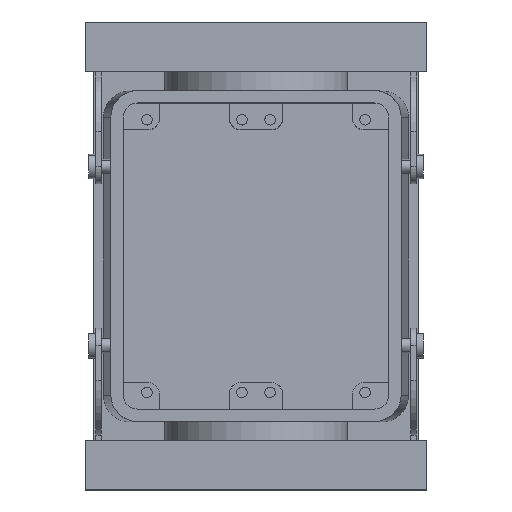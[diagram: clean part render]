
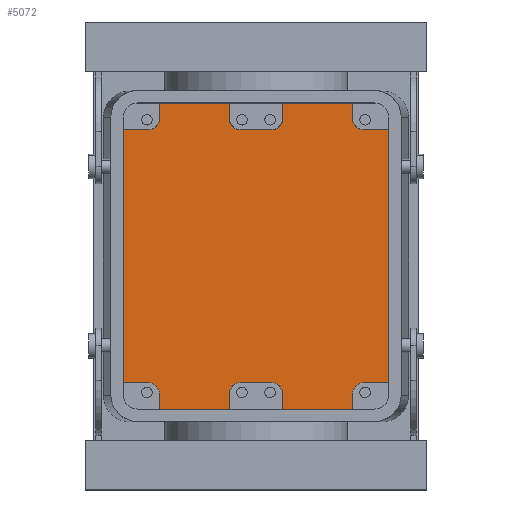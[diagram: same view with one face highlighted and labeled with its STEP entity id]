
A CAD part, top view. The second image highlights one B-rep face of the part: STEP entity #5072.
In plain terms, the highlighted planar face has unit normal (0, 0, 1).
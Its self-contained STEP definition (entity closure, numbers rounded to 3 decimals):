
#4912=AXIS2_PLACEMENT_3D('Plane Axis2P3D',#4909,#4910,#4911) ;
#4916=AXIS2_PLACEMENT_3D('Circle Axis2P3D',#4914,#4915,$) ;
#4937=AXIS2_PLACEMENT_3D('Circle Axis2P3D',#4935,#4936,$) ;
#4942=AXIS2_PLACEMENT_3D('Circle Axis2P3D',#4940,#4941,$) ;
#4961=AXIS2_PLACEMENT_3D('Circle Axis2P3D',#4959,#4960,$) ;
#4975=AXIS2_PLACEMENT_3D('Circle Axis2P3D',#4973,#4974,$) ;
#4994=AXIS2_PLACEMENT_3D('Circle Axis2P3D',#4992,#4993,$) ;
#5013=AXIS2_PLACEMENT_3D('Circle Axis2P3D',#5011,#5012,$) ;
#5032=AXIS2_PLACEMENT_3D('Circle Axis2P3D',#5030,#5031,$) ;
#3580=CARTESIAN_POINT('Vertex',(10.75,102.5,4.5)) ;
#3613=CARTESIAN_POINT('Vertex',(10.75,30.5,4.5)) ;
#3616=CARTESIAN_POINT('Line Origine',(10.75,66.5,4.5)) ;
#3681=CARTESIAN_POINT('Vertex',(56.,110.,4.5)) ;
#3684=CARTESIAN_POINT('Line Origine',(66.,110.,4.5)) ;
#3688=CARTESIAN_POINT('Vertex',(76.,110.,4.5)) ;
#3721=CARTESIAN_POINT('Vertex',(21.,110.,4.5)) ;
#3724=CARTESIAN_POINT('Line Origine',(31.,110.,4.5)) ;
#3728=CARTESIAN_POINT('Vertex',(41.,110.,4.5)) ;
#3832=CARTESIAN_POINT('Vertex',(86.25,102.5,4.5)) ;
#3835=CARTESIAN_POINT('Line Origine',(86.25,66.5,4.5)) ;
#3839=CARTESIAN_POINT('Vertex',(86.25,30.5,4.5)) ;
#3921=CARTESIAN_POINT('Vertex',(41.,23.,4.5)) ;
#3924=CARTESIAN_POINT('Line Origine',(31.,23.,4.5)) ;
#3928=CARTESIAN_POINT('Vertex',(21.,23.,4.5)) ;
#3961=CARTESIAN_POINT('Vertex',(76.,23.,4.5)) ;
#3964=CARTESIAN_POINT('Line Origine',(66.,23.,4.5)) ;
#3968=CARTESIAN_POINT('Vertex',(56.,23.,4.5)) ;
#4776=CARTESIAN_POINT('Line Origine',(14.375,102.5,4.5)) ;
#4780=CARTESIAN_POINT('Vertex',(18.,102.5,4.5)) ;
#4894=CARTESIAN_POINT('Vertex',(18.,30.5,4.5)) ;
#4897=CARTESIAN_POINT('Line Origine',(14.375,30.5,4.5)) ;
#4909=CARTESIAN_POINT('Axis2P3D Location',(48.5,66.5,4.5)) ;
#4914=CARTESIAN_POINT('Axis2P3D Location',(44.,105.5,4.5)) ;
#4918=CARTESIAN_POINT('Vertex',(41.,105.5,4.5)) ;
#4920=CARTESIAN_POINT('Vertex',(44.,102.5,4.5)) ;
#4923=CARTESIAN_POINT('Line Origine',(41.,107.75,4.5)) ;
#4928=CARTESIAN_POINT('Line Origine',(21.,107.75,4.5)) ;
#4932=CARTESIAN_POINT('Vertex',(21.,105.5,4.5)) ;
#4935=CARTESIAN_POINT('Axis2P3D Location',(18.,105.5,4.5)) ;
#4940=CARTESIAN_POINT('Axis2P3D Location',(18.,27.5,4.5)) ;
#4944=CARTESIAN_POINT('Vertex',(21.,27.5,4.5)) ;
#4947=CARTESIAN_POINT('Line Origine',(21.,25.25,4.5)) ;
#4952=CARTESIAN_POINT('Line Origine',(41.,25.25,4.5)) ;
#4956=CARTESIAN_POINT('Vertex',(41.,27.5,4.5)) ;
#4959=CARTESIAN_POINT('Axis2P3D Location',(44.,27.5,4.5)) ;
#4963=CARTESIAN_POINT('Vertex',(44.,30.5,4.5)) ;
#4966=CARTESIAN_POINT('Line Origine',(48.5,30.5,4.5)) ;
#4970=CARTESIAN_POINT('Vertex',(53.,30.5,4.5)) ;
#4973=CARTESIAN_POINT('Axis2P3D Location',(53.,27.5,4.5)) ;
#4977=CARTESIAN_POINT('Vertex',(56.,27.5,4.5)) ;
#4980=CARTESIAN_POINT('Line Origine',(56.,25.25,4.5)) ;
#4985=CARTESIAN_POINT('Line Origine',(76.,25.25,4.5)) ;
#4989=CARTESIAN_POINT('Vertex',(76.,27.5,4.5)) ;
#4992=CARTESIAN_POINT('Axis2P3D Location',(79.,27.5,4.5)) ;
#4996=CARTESIAN_POINT('Vertex',(79.,30.5,4.5)) ;
#4999=CARTESIAN_POINT('Line Origine',(82.625,30.5,4.5)) ;
#5004=CARTESIAN_POINT('Line Origine',(82.625,102.5,4.5)) ;
#5008=CARTESIAN_POINT('Vertex',(79.,102.5,4.5)) ;
#5011=CARTESIAN_POINT('Axis2P3D Location',(79.,105.5,4.5)) ;
#5015=CARTESIAN_POINT('Vertex',(76.,105.5,4.5)) ;
#5018=CARTESIAN_POINT('Line Origine',(76.,107.75,4.5)) ;
#5023=CARTESIAN_POINT('Line Origine',(56.,107.75,4.5)) ;
#5027=CARTESIAN_POINT('Vertex',(56.,105.5,4.5)) ;
#5030=CARTESIAN_POINT('Axis2P3D Location',(53.,105.5,4.5)) ;
#5034=CARTESIAN_POINT('Vertex',(53.,102.5,4.5)) ;
#5037=CARTESIAN_POINT('Line Origine',(48.5,102.5,4.5)) ;
#3617=DIRECTION('Vector Direction',(0.,1.,0.)) ;
#3685=DIRECTION('Vector Direction',(-1.,0.,0.)) ;
#3725=DIRECTION('Vector Direction',(-1.,0.,0.)) ;
#3836=DIRECTION('Vector Direction',(0.,-1.,0.)) ;
#3925=DIRECTION('Vector Direction',(1.,0.,0.)) ;
#3965=DIRECTION('Vector Direction',(1.,0.,0.)) ;
#4777=DIRECTION('Vector Direction',(-1.,0.,0.)) ;
#4898=DIRECTION('Vector Direction',(-1.,0.,0.)) ;
#4910=DIRECTION('Axis2P3D Direction',(0.,-0.,1.)) ;
#4911=DIRECTION('Axis2P3D XDirection',(0.,1.,0.)) ;
#4915=DIRECTION('Axis2P3D Direction',(0.,-0.,1.)) ;
#4924=DIRECTION('Vector Direction',(0.,1.,0.)) ;
#4929=DIRECTION('Vector Direction',(0.,1.,0.)) ;
#4936=DIRECTION('Axis2P3D Direction',(0.,-0.,1.)) ;
#4941=DIRECTION('Axis2P3D Direction',(0.,-0.,1.)) ;
#4948=DIRECTION('Vector Direction',(0.,-1.,0.)) ;
#4953=DIRECTION('Vector Direction',(0.,-1.,0.)) ;
#4960=DIRECTION('Axis2P3D Direction',(0.,-0.,1.)) ;
#4967=DIRECTION('Vector Direction',(-1.,0.,0.)) ;
#4974=DIRECTION('Axis2P3D Direction',(0.,-0.,1.)) ;
#4981=DIRECTION('Vector Direction',(0.,-1.,0.)) ;
#4986=DIRECTION('Vector Direction',(0.,-1.,0.)) ;
#4993=DIRECTION('Axis2P3D Direction',(0.,-0.,1.)) ;
#5000=DIRECTION('Vector Direction',(1.,0.,0.)) ;
#5005=DIRECTION('Vector Direction',(1.,0.,0.)) ;
#5012=DIRECTION('Axis2P3D Direction',(0.,-0.,1.)) ;
#5019=DIRECTION('Vector Direction',(0.,1.,0.)) ;
#5024=DIRECTION('Vector Direction',(0.,1.,0.)) ;
#5031=DIRECTION('Axis2P3D Direction',(0.,-0.,1.)) ;
#5038=DIRECTION('Vector Direction',(-1.,0.,0.)) ;
#3618=VECTOR('Line Direction',#3617,1.) ;
#3686=VECTOR('Line Direction',#3685,1.) ;
#3726=VECTOR('Line Direction',#3725,1.) ;
#3837=VECTOR('Line Direction',#3836,1.) ;
#3926=VECTOR('Line Direction',#3925,1.) ;
#3966=VECTOR('Line Direction',#3965,1.) ;
#4778=VECTOR('Line Direction',#4777,1.) ;
#4899=VECTOR('Line Direction',#4898,1.) ;
#4925=VECTOR('Line Direction',#4924,1.) ;
#4930=VECTOR('Line Direction',#4929,1.) ;
#4949=VECTOR('Line Direction',#4948,1.) ;
#4954=VECTOR('Line Direction',#4953,1.) ;
#4968=VECTOR('Line Direction',#4967,1.) ;
#4982=VECTOR('Line Direction',#4981,1.) ;
#4987=VECTOR('Line Direction',#4986,1.) ;
#5001=VECTOR('Line Direction',#5000,1.) ;
#5006=VECTOR('Line Direction',#5005,1.) ;
#5020=VECTOR('Line Direction',#5019,1.) ;
#5025=VECTOR('Line Direction',#5024,1.) ;
#5039=VECTOR('Line Direction',#5038,1.) ;
#5043=ORIENTED_EDGE('',*,*,#4922,.F.) ;
#5044=ORIENTED_EDGE('',*,*,#4927,.T.) ;
#5045=ORIENTED_EDGE('',*,*,#3730,.T.) ;
#5046=ORIENTED_EDGE('',*,*,#4934,.F.) ;
#5047=ORIENTED_EDGE('',*,*,#4939,.F.) ;
#5048=ORIENTED_EDGE('',*,*,#4782,.T.) ;
#5049=ORIENTED_EDGE('',*,*,#3620,.T.) ;
#5050=ORIENTED_EDGE('',*,*,#4901,.F.) ;
#5051=ORIENTED_EDGE('',*,*,#4946,.F.) ;
#5052=ORIENTED_EDGE('',*,*,#4951,.T.) ;
#5053=ORIENTED_EDGE('',*,*,#3930,.T.) ;
#5054=ORIENTED_EDGE('',*,*,#4958,.F.) ;
#5055=ORIENTED_EDGE('',*,*,#4965,.F.) ;
#5056=ORIENTED_EDGE('',*,*,#4972,.F.) ;
#5057=ORIENTED_EDGE('',*,*,#4979,.F.) ;
#5058=ORIENTED_EDGE('',*,*,#4984,.T.) ;
#5059=ORIENTED_EDGE('',*,*,#3970,.T.) ;
#5060=ORIENTED_EDGE('',*,*,#4991,.F.) ;
#5061=ORIENTED_EDGE('',*,*,#4998,.F.) ;
#5062=ORIENTED_EDGE('',*,*,#5003,.T.) ;
#5063=ORIENTED_EDGE('',*,*,#3841,.T.) ;
#5064=ORIENTED_EDGE('',*,*,#5010,.F.) ;
#5065=ORIENTED_EDGE('',*,*,#5017,.F.) ;
#5066=ORIENTED_EDGE('',*,*,#5022,.T.) ;
#5067=ORIENTED_EDGE('',*,*,#3690,.T.) ;
#5068=ORIENTED_EDGE('',*,*,#5029,.F.) ;
#5069=ORIENTED_EDGE('',*,*,#5036,.F.) ;
#5070=ORIENTED_EDGE('',*,*,#5041,.T.) ;
#5072=ADVANCED_FACE('Housing',(#5071),#4913,.T.) ;
#4917=CIRCLE('generated circle',#4916,3.) ;
#4938=CIRCLE('generated circle',#4937,3.) ;
#4943=CIRCLE('generated circle',#4942,3.) ;
#4962=CIRCLE('generated circle',#4961,3.) ;
#4976=CIRCLE('generated circle',#4975,3.) ;
#4995=CIRCLE('generated circle',#4994,3.) ;
#5014=CIRCLE('generated circle',#5013,3.) ;
#5033=CIRCLE('generated circle',#5032,3.) ;
#3620=EDGE_CURVE('',#3581,#3614,#3619,.F.) ;
#3690=EDGE_CURVE('',#3689,#3682,#3687,.T.) ;
#3730=EDGE_CURVE('',#3729,#3722,#3727,.T.) ;
#3841=EDGE_CURVE('',#3840,#3833,#3838,.F.) ;
#3930=EDGE_CURVE('',#3929,#3922,#3927,.T.) ;
#3970=EDGE_CURVE('',#3969,#3962,#3967,.T.) ;
#4782=EDGE_CURVE('',#4781,#3581,#4779,.T.) ;
#4901=EDGE_CURVE('',#4895,#3614,#4900,.T.) ;
#4922=EDGE_CURVE('',#4919,#4921,#4917,.T.) ;
#4927=EDGE_CURVE('',#4919,#3729,#4926,.T.) ;
#4934=EDGE_CURVE('',#4933,#3722,#4931,.T.) ;
#4939=EDGE_CURVE('',#4781,#4933,#4938,.T.) ;
#4946=EDGE_CURVE('',#4945,#4895,#4943,.T.) ;
#4951=EDGE_CURVE('',#4945,#3929,#4950,.T.) ;
#4958=EDGE_CURVE('',#4957,#3922,#4955,.T.) ;
#4965=EDGE_CURVE('',#4964,#4957,#4962,.T.) ;
#4972=EDGE_CURVE('',#4971,#4964,#4969,.T.) ;
#4979=EDGE_CURVE('',#4978,#4971,#4976,.T.) ;
#4984=EDGE_CURVE('',#4978,#3969,#4983,.T.) ;
#4991=EDGE_CURVE('',#4990,#3962,#4988,.T.) ;
#4998=EDGE_CURVE('',#4997,#4990,#4995,.T.) ;
#5003=EDGE_CURVE('',#4997,#3840,#5002,.T.) ;
#5010=EDGE_CURVE('',#5009,#3833,#5007,.T.) ;
#5017=EDGE_CURVE('',#5016,#5009,#5014,.T.) ;
#5022=EDGE_CURVE('',#5016,#3689,#5021,.T.) ;
#5029=EDGE_CURVE('',#5028,#3682,#5026,.T.) ;
#5036=EDGE_CURVE('',#5035,#5028,#5033,.T.) ;
#5041=EDGE_CURVE('',#5035,#4921,#5040,.T.) ;
#5042=EDGE_LOOP('',(#5043,#5044,#5045,#5046,#5047,#5048,#5049,#5050,#5051,#5052,#5053,#5054,#5055,#5056,#5057,#5058,#5059,#5060,#5061,#5062,#5063,#5064,#5065,#5066,#5067,#5068,#5069,#5070)) ;
#5071=FACE_OUTER_BOUND('',#5042,.T.) ;
#3619=LINE('Line',#3616,#3618) ;
#3687=LINE('Line',#3684,#3686) ;
#3727=LINE('Line',#3724,#3726) ;
#3838=LINE('Line',#3835,#3837) ;
#3927=LINE('Line',#3924,#3926) ;
#3967=LINE('Line',#3964,#3966) ;
#4779=LINE('Line',#4776,#4778) ;
#4900=LINE('Line',#4897,#4899) ;
#4926=LINE('Line',#4923,#4925) ;
#4931=LINE('Line',#4928,#4930) ;
#4950=LINE('Line',#4947,#4949) ;
#4955=LINE('Line',#4952,#4954) ;
#4969=LINE('Line',#4966,#4968) ;
#4983=LINE('Line',#4980,#4982) ;
#4988=LINE('Line',#4985,#4987) ;
#5002=LINE('Line',#4999,#5001) ;
#5007=LINE('Line',#5004,#5006) ;
#5021=LINE('Line',#5018,#5020) ;
#5026=LINE('Line',#5023,#5025) ;
#5040=LINE('Line',#5037,#5039) ;
#4913=PLANE('',#4912) ;
#3581=VERTEX_POINT('',#3580) ;
#3614=VERTEX_POINT('',#3613) ;
#3682=VERTEX_POINT('',#3681) ;
#3689=VERTEX_POINT('',#3688) ;
#3722=VERTEX_POINT('',#3721) ;
#3729=VERTEX_POINT('',#3728) ;
#3833=VERTEX_POINT('',#3832) ;
#3840=VERTEX_POINT('',#3839) ;
#3922=VERTEX_POINT('',#3921) ;
#3929=VERTEX_POINT('',#3928) ;
#3962=VERTEX_POINT('',#3961) ;
#3969=VERTEX_POINT('',#3968) ;
#4781=VERTEX_POINT('',#4780) ;
#4895=VERTEX_POINT('',#4894) ;
#4919=VERTEX_POINT('',#4918) ;
#4921=VERTEX_POINT('',#4920) ;
#4933=VERTEX_POINT('',#4932) ;
#4945=VERTEX_POINT('',#4944) ;
#4957=VERTEX_POINT('',#4956) ;
#4964=VERTEX_POINT('',#4963) ;
#4971=VERTEX_POINT('',#4970) ;
#4978=VERTEX_POINT('',#4977) ;
#4990=VERTEX_POINT('',#4989) ;
#4997=VERTEX_POINT('',#4996) ;
#5009=VERTEX_POINT('',#5008) ;
#5016=VERTEX_POINT('',#5015) ;
#5028=VERTEX_POINT('',#5027) ;
#5035=VERTEX_POINT('',#5034) ;
